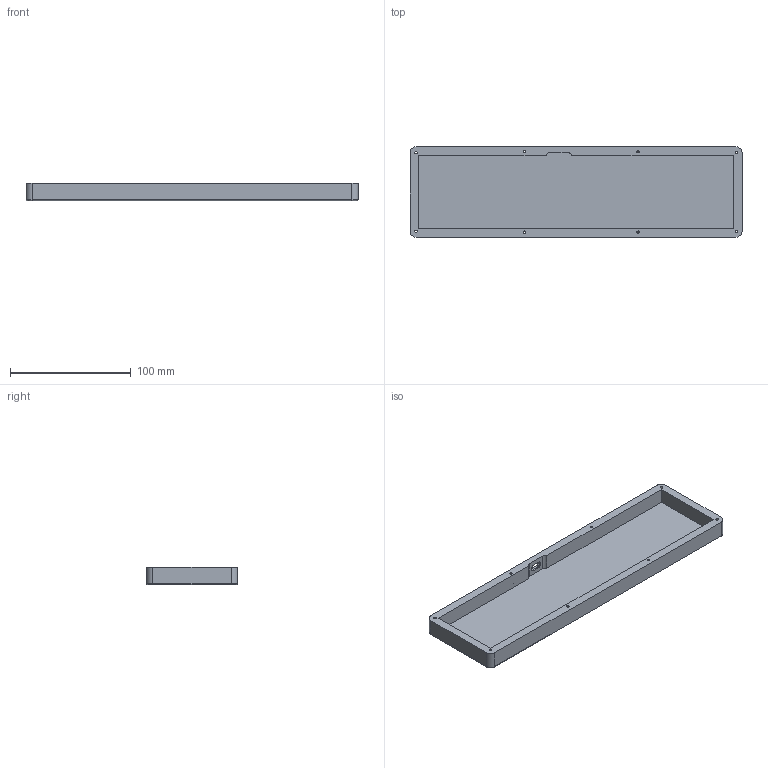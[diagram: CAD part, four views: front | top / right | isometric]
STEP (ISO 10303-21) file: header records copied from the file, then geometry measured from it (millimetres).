
FILE_DESCRIPTION(/* description */ (''),/* implementation_level */ '2;1');
FILE_NAME(/* name */ 'alpha9_Left_Bottom.step',/* time_stamp */ '2020-07-03T14:18:07-04:00',/* author */ (''),/* organization */ (''),/* preprocessor_version */ 'ST-DEVELOPER v18.1',/* originating_system */ 'Autodesk Translation Framework v9.3.0.1241',/* authorisation */ '');
FILE_SCHEMA (('AUTOMOTIVE_DESIGN { 1 0 10303 214 3 1 1 }'));
Length unit declared in the file: millimetre
Products named in the file (1): Bottom
Bounding box: 275.17 x 75.15 x 14.9 mm (x, y, z)
Volume: 99834.9 mm3; surface area: 60709.1 mm2
Topology: 1 solids, 1 shells, 116 faces, 272 edges, 168 vertices
Faces by surface type: cylinder 46, torus 32, plane 30, cone 8
Full cylindrical faces by diameter (mm): 2 x8, 4 x8
Entity records: 3436 total; most frequent: DIRECTION 670, CARTESIAN_POINT 557, ORIENTED_EDGE 544, AXIS2_PLACEMENT_3D 281, EDGE_CURVE 272, VERTEX_POINT 168, CIRCLE 164, EDGE_LOOP 144
